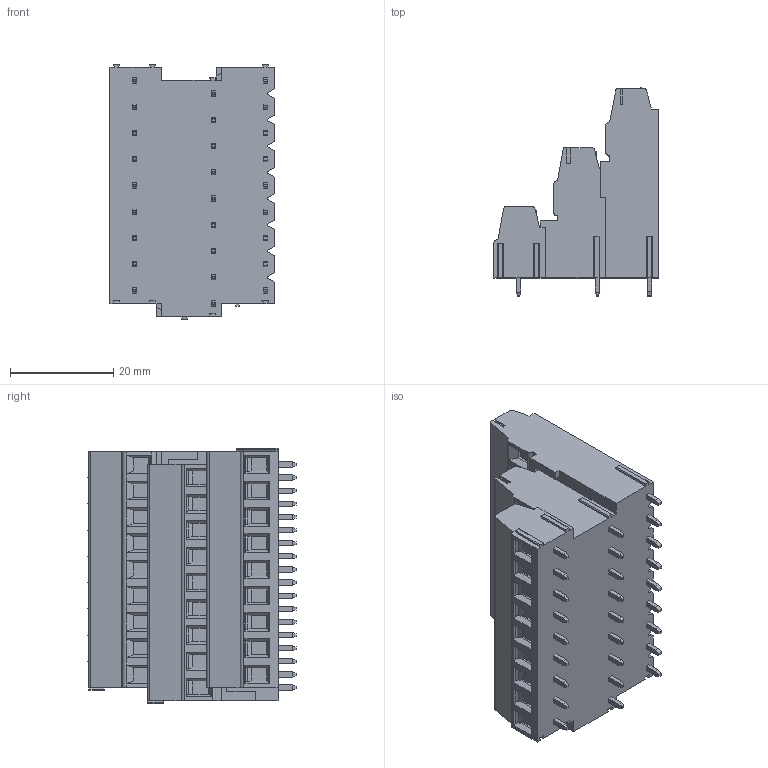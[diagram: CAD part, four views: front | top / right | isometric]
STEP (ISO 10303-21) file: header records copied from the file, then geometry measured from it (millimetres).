
FILE_DESCRIPTION((''),'2;1');
FILE_NAME('3L','2025-02-28T',('yanfa'),(''),'PRO/ENGINEER BY PARAMETRIC TECHNOLOGY CORPORATION, 2009280','PRO/ENGINEER BY PARAMETRIC TECHNOLOGY CORPORATION, 2009280','');
FILE_SCHEMA(('AUTOMOTIVE_DESIGN_CC2 { 1 2 10303 214 -1 1 5 2 }'));
Length unit declared in the file: millimetre
Products named in the file (1): 3L
Bounding box: 31.8 x 40.3 x 49.46 mm (x, y, z)
Volume: 31924.5 mm3; surface area: 10955.1 mm2
Topology: 1 solids, 1 shells, 1387 faces, 3435 edges, 2132 vertices
Faces by surface type: plane 900, cylinder 291, cone 108, torus 54, sphere 34
Entity records: 40815 total; most frequent: CARTESIAN_POINT 7838, ORIENTED_EDGE 6838, DIRECTION 6771, EDGE_CURVE 3419, VECTOR 2481, LINE 2481, AXIS2_PLACEMENT_3D 2145, VERTEX_POINT 2132
